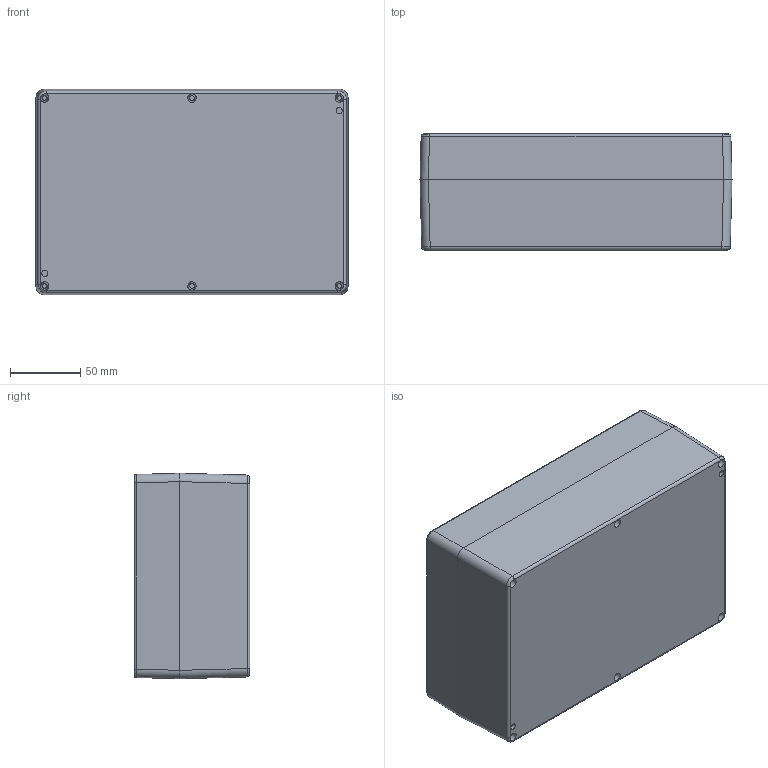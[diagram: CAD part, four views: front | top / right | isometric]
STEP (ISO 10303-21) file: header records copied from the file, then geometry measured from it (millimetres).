
FILE_DESCRIPTION (( 'STEP AP214' ), '1' );
FILE_NAME ('1550Z220.STEP', '2020-11-05T21:12:42', ( '' ), ( '' ), 'SwSTEP 2.0', 'SolidWorks 2019', '' );
FILE_SCHEMA (( 'AUTOMOTIVE_DESIGN' ));
Length unit declared in the file: inch
Products named in the file (1): 1550Z220
Bounding box: 222.5 x 82.5 x 146.5 mm (x, y, z)
Volume: 423884.6 mm3; surface area: 268133 mm2
Topology: 13 solids, 13 shells, 1908 faces, 5086 edges, 3278 vertices
Faces by surface type: plane 538, cone 528, bspline 476, cylinder 354, torus 12
Full cylindrical faces by diameter (mm): 3 x4, 3.3 x6, 3.4 x6, 3.5 x4, 3.9 x174, 4.5 x6, 6 x6, 7 x4, 7.5 x6
Entity records: 97993 total; most frequent: CARTESIAN_POINT 34880, ORIENTED_EDGE 7828, DIRECTION 6732, EDGE_CURVE 3914, VERTEX_POINT 2716, EDGE_LOOP 2622, AXIS2_PLACEMENT_3D 2619, FACE_OUTER_BOUND 2128
